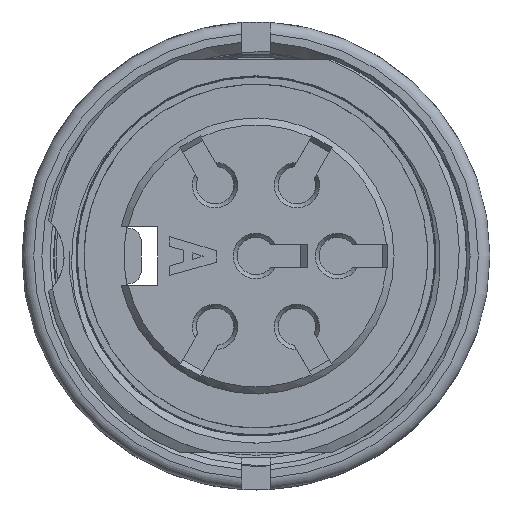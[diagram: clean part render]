
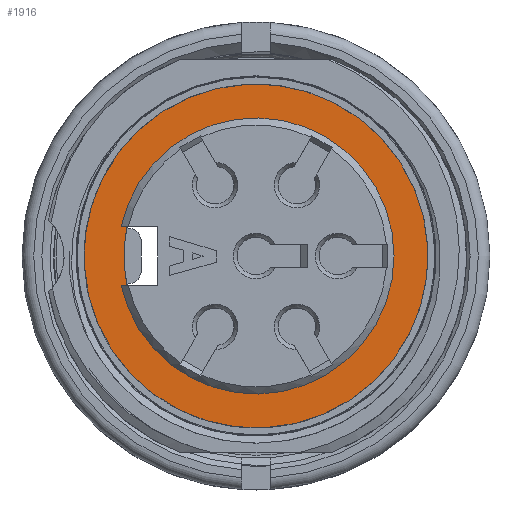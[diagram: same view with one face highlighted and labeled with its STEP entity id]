
A CAD part, front view. The second image highlights one B-rep face of the part: STEP entity #1916.
In plain terms, the highlighted planar face has unit normal (0, -1, 0).
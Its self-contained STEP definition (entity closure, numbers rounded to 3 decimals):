
#1448=FACE_BOUND('',#2812,.T.);
#1449=FACE_BOUND('',#2813,.T.);
#1604=CIRCLE('',#8516,5.9);
#1656=CIRCLE('',#8721,7.35);
#1657=CIRCLE('',#8723,5.65);
#1916=ADVANCED_FACE('',(#1448,#1449),#2249,.T.);
#2249=PLANE('',#8724);
#2812=EDGE_LOOP('',(#4393));
#2813=EDGE_LOOP('',(#4394,#4395,#4396,#4397));
#4393=ORIENTED_EDGE('',*,*,#6802,.T.);
#4394=ORIENTED_EDGE('',*,*,#6505,.F.);
#4395=ORIENTED_EDGE('',*,*,#6294,.T.);
#4396=ORIENTED_EDGE('',*,*,#6803,.T.);
#4397=ORIENTED_EDGE('',*,*,#6317,.T.);
#5559=VERTEX_POINT('',#10504);
#5560=VERTEX_POINT('',#10506);
#5571=VERTEX_POINT('',#10535);
#5582=VERTEX_POINT('',#10563);
#5908=VERTEX_POINT('',#11627);
#6294=EDGE_CURVE('',#5560,#5559,#7366,.T.);
#6317=EDGE_CURVE('',#5571,#5582,#7385,.T.);
#6505=EDGE_CURVE('',#5560,#5582,#1604,.T.);
#6802=EDGE_CURVE('',#5908,#5908,#1656,.T.);
#6803=EDGE_CURVE('',#5559,#5571,#1657,.T.);
#7366=LINE('',#10505,#7908);
#7385=LINE('',#10564,#7927);
#7908=VECTOR('',#8955,1.);
#7927=VECTOR('',#8976,1.);
#8516=AXIS2_PLACEMENT_3D('',#10941,#9252,#9253);
#8721=AXIS2_PLACEMENT_3D('',#11626,#9880,#9881);
#8723=AXIS2_PLACEMENT_3D('',#11629,#9884,#9885);
#8724=AXIS2_PLACEMENT_3D('',#11630,#9886,#9887);
#8955=DIRECTION('',(1.,0.,0.));
#8976=DIRECTION('',(-1.,0.,0.));
#9252=DIRECTION('',(0.,-1.,0.));
#9253=DIRECTION('',(0.,0.,-1.));
#9880=DIRECTION('',(0.,-1.,0.));
#9881=DIRECTION('',(0.547,0.,-0.837));
#9884=DIRECTION('',(0.,1.,0.));
#9885=DIRECTION('',(0.547,0.,-0.837));
#9886=DIRECTION('',(0.,-1.,0.));
#9887=DIRECTION('',(0.837,0.,0.547));
#10504=CARTESIAN_POINT('',(-4.914,-17.756,-1.25));
#10505=CARTESIAN_POINT('',(-5.783,-17.756,-1.25));
#10506=CARTESIAN_POINT('',(-5.17,-17.756,-1.25));
#10535=CARTESIAN_POINT('',(-4.914,-17.756,1.25));
#10563=CARTESIAN_POINT('',(-5.17,-17.756,1.25));
#10564=CARTESIAN_POINT('',(-3.604,-17.756,1.25));
#10941=CARTESIAN_POINT('',(0.596,-17.756,0.));
#11626=CARTESIAN_POINT('',(0.596,-17.756,0.));
#11627=CARTESIAN_POINT('',(4.616,-17.756,-6.153));
#11629=CARTESIAN_POINT('',(0.596,-17.756,0.));
#11630=CARTESIAN_POINT('',(0.596,-17.756,0.));
